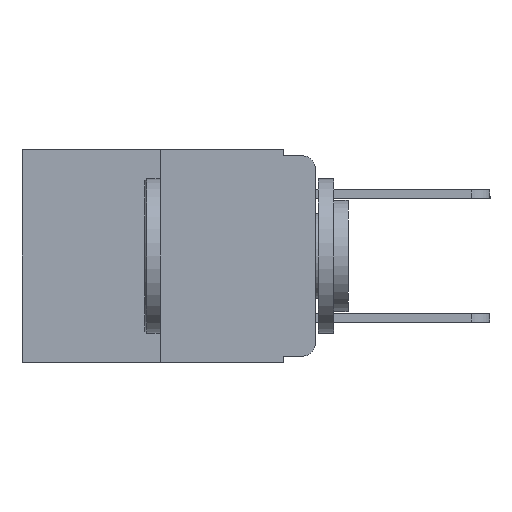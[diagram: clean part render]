
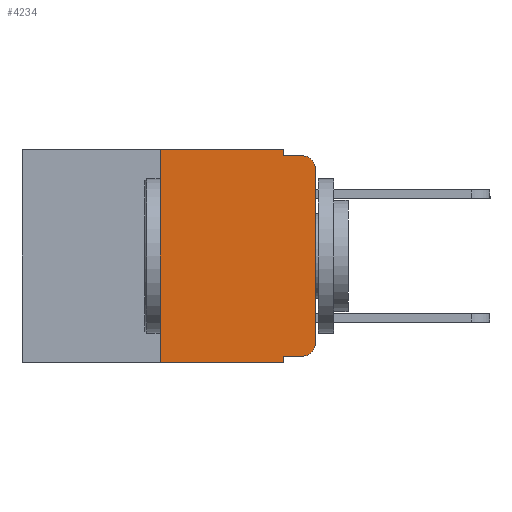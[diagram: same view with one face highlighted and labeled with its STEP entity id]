
A CAD part, left-side view. The second image highlights one B-rep face of the part: STEP entity #4234.
In plain terms, the highlighted planar face has unit normal (-1, 0, 0).
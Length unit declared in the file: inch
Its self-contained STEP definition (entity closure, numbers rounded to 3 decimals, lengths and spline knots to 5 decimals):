
#29 = CARTESIAN_POINT ( 'NONE',  ( 0., 0.02, -0.333 ) ) ;
#101 = EDGE_LOOP ( 'NONE', ( #7272, #7406, #7543, #7812, #7874, #8314, #8428, #8470, #8554, #8767 ) ) ;
#123 = AXIS2_PLACEMENT_3D ( 'NONE', #5286, #5263, #5469 ) ;
#285 = LINE ( 'NONE', #7990, #13057 ) ;
#453 = EDGE_CURVE ( 'NONE', #6816, #2557, #18266, .T. ) ;
#1181 = CARTESIAN_POINT ( 'NONE',  ( 0., 0.25, 0. ) ) ;
#1316 = VERTEX_POINT ( 'NONE', #7982 ) ;
#1466 = DIRECTION ( 'NONE',  ( 0., 0., -1. ) ) ;
#2112 = VERTEX_POINT ( 'NONE', #1181 ) ;
#2364 = CARTESIAN_POINT ( 'NONE',  ( 0., 0.051, 0. ) ) ;
#2513 = DIRECTION ( 'NONE',  ( 0., -1., 0. ) ) ;
#2557 = VERTEX_POINT ( 'NONE', #5306 ) ;
#2777 = VERTEX_POINT ( 'NONE', #17923 ) ;
#2882 = LINE ( 'NONE', #15966, #18022 ) ;
#3140 = LINE ( 'NONE', #6116, #11173 ) ;
#3770 = VECTOR ( 'NONE', #8964, 39.37008 ) ;
#4234 = ADVANCED_FACE ( 'NONE', ( #5277 ), #14397, .F. ) ;
#4273 = EDGE_CURVE ( 'NONE', #1316, #6816, #285, .T. ) ;
#4515 = DIRECTION ( 'NONE',  ( 0., -1., 0. ) ) ;
#4706 = VERTEX_POINT ( 'NONE', #29 ) ;
#4784 = CARTESIAN_POINT ( 'NONE',  ( 0., 0.051, 0. ) ) ;
#4975 = CARTESIAN_POINT ( 'NONE',  ( 0., 0.25, -0.343 ) ) ;
#5263 = DIRECTION ( 'NONE',  ( 1., 0., 0. ) ) ;
#5277 = FACE_OUTER_BOUND ( 'NONE', #101, .T. ) ;
#5286 = CARTESIAN_POINT ( 'NONE',  ( 0., 0.473, 0. ) ) ;
#5306 = CARTESIAN_POINT ( 'NONE',  ( 0., 0.02, -0.01 ) ) ;
#5469 = DIRECTION ( 'NONE',  ( 0., 0., -1. ) ) ;
#5838 = VERTEX_POINT ( 'NONE', #16169 ) ;
#5915 = LINE ( 'NONE', #15464, #16675 ) ;
#6116 = CARTESIAN_POINT ( 'NONE',  ( 0., 0.051, -0.333 ) ) ;
#6356 = AXIS2_PLACEMENT_3D ( 'NONE', #6534, #16330, #8087 ) ;
#6534 = CARTESIAN_POINT ( 'NONE',  ( 0., 0.02, -0.313 ) ) ;
#6799 = EDGE_CURVE ( 'NONE', #11853, #14546, #8195, .T. ) ;
#6816 = VERTEX_POINT ( 'NONE', #15141 ) ;
#7272 = ORIENTED_EDGE ( 'NONE', *, *, #4273, .T. ) ;
#7406 = ORIENTED_EDGE ( 'NONE', *, *, #453, .T. ) ;
#7543 = ORIENTED_EDGE ( 'NONE', *, *, #18462, .F. ) ;
#7645 = VERTEX_POINT ( 'NONE', #4975 ) ;
#7664 = DIRECTION ( 'NONE',  ( 0., -1., 0. ) ) ;
#7812 = ORIENTED_EDGE ( 'NONE', *, *, #18341, .F. ) ;
#7874 = ORIENTED_EDGE ( 'NONE', *, *, #18190, .F. ) ;
#7982 = CARTESIAN_POINT ( 'NONE',  ( 0., 0., -0.313 ) ) ;
#7990 = CARTESIAN_POINT ( 'NONE',  ( 0., 0., 0. ) ) ;
#8057 = DIRECTION ( 'NONE',  ( 0., 0., 1. ) ) ;
#8087 = DIRECTION ( 'NONE',  ( 0., 0., -1. ) ) ;
#8195 = LINE ( 'NONE', #4784, #15607 ) ;
#8314 = ORIENTED_EDGE ( 'NONE', *, *, #13778, .F. ) ;
#8424 = LINE ( 'NONE', #15857, #3770 ) ;
#8428 = ORIENTED_EDGE ( 'NONE', *, *, #10936, .T. ) ;
#8470 = ORIENTED_EDGE ( 'NONE', *, *, #6799, .F. ) ;
#8554 = ORIENTED_EDGE ( 'NONE', *, *, #9589, .T. ) ;
#8767 = ORIENTED_EDGE ( 'NONE', *, *, #17841, .T. ) ;
#8964 = DIRECTION ( 'NONE',  ( 0., 0., 1. ) ) ;
#9589 = EDGE_CURVE ( 'NONE', #11853, #4706, #3140, .T. ) ;
#10155 = CARTESIAN_POINT ( 'NONE',  ( 0., 0.051, -0.01 ) ) ;
#10646 = CARTESIAN_POINT ( 'NONE',  ( 0., 0.051, -0.343 ) ) ;
#10936 = EDGE_CURVE ( 'NONE', #7645, #14546, #2882, .T. ) ;
#11001 = DIRECTION ( 'NONE',  ( 0., 0., -1. ) ) ;
#11173 = VECTOR ( 'NONE', #7664, 39.37008 ) ;
#11399 = VECTOR ( 'NONE', #2513, 39.37008 ) ;
#11837 = VECTOR ( 'NONE', #14344, 39.37008 ) ;
#11853 = VERTEX_POINT ( 'NONE', #13492 ) ;
#13057 = VECTOR ( 'NONE', #8057, 39.37008 ) ;
#13492 = CARTESIAN_POINT ( 'NONE',  ( 0., 0.051, -0.333 ) ) ;
#13778 = EDGE_CURVE ( 'NONE', #7645, #2112, #8424, .T. ) ;
#14344 = DIRECTION ( 'NONE',  ( 0., 0., -1. ) ) ;
#14397 = PLANE ( 'NONE',  #123 ) ;
#14546 = VERTEX_POINT ( 'NONE', #10646 ) ;
#14713 = LINE ( 'NONE', #10155, #11399 ) ;
#15141 = CARTESIAN_POINT ( 'NONE',  ( 0., 0., -0.03 ) ) ;
#15464 = CARTESIAN_POINT ( 'NONE',  ( 0., 0.473, 0. ) ) ;
#15510 = LINE ( 'NONE', #2364, #11837 ) ;
#15607 = VECTOR ( 'NONE', #11001, 39.37008 ) ;
#15718 = AXIS2_PLACEMENT_3D ( 'NONE', #18427, #17488, #1466 ) ;
#15857 = CARTESIAN_POINT ( 'NONE',  ( 0., 0.25, 0. ) ) ;
#15966 = CARTESIAN_POINT ( 'NONE',  ( 0., 0.473, -0.343 ) ) ;
#16113 = CIRCLE ( 'NONE', #6356, 0.02 ) ;
#16169 = CARTESIAN_POINT ( 'NONE',  ( 0., 0.051, -0.01 ) ) ;
#16330 = DIRECTION ( 'NONE',  ( -1., 0., 0. ) ) ;
#16675 = VECTOR ( 'NONE', #16718, 39.37008 ) ;
#16718 = DIRECTION ( 'NONE',  ( 0., -1., 0. ) ) ;
#17488 = DIRECTION ( 'NONE',  ( -1., 0., 0. ) ) ;
#17841 = EDGE_CURVE ( 'NONE', #4706, #1316, #16113, .T. ) ;
#17923 = CARTESIAN_POINT ( 'NONE',  ( 0., 0.051, 0. ) ) ;
#18022 = VECTOR ( 'NONE', #4515, 39.37008 ) ;
#18190 = EDGE_CURVE ( 'NONE', #2112, #2777, #5915, .T. ) ;
#18266 = CIRCLE ( 'NONE', #15718, 0.02 ) ;
#18341 = EDGE_CURVE ( 'NONE', #2777, #5838, #15510, .T. ) ;
#18427 = CARTESIAN_POINT ( 'NONE',  ( 0., 0.02, -0.03 ) ) ;
#18462 = EDGE_CURVE ( 'NONE', #5838, #2557, #14713, .T. ) ;
